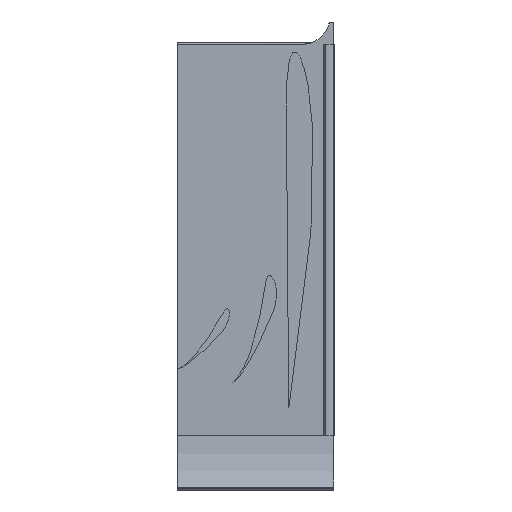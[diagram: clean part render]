
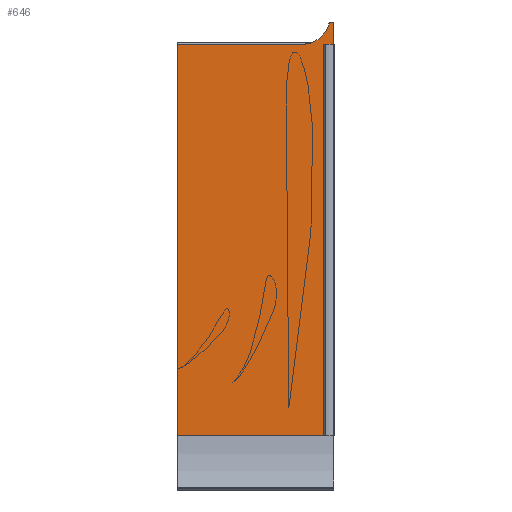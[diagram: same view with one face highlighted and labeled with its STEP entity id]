
A CAD part, left-side view. The second image highlights one B-rep face of the part: STEP entity #646.
In plain terms, the highlighted planar face has unit normal (-1, 0, 0).
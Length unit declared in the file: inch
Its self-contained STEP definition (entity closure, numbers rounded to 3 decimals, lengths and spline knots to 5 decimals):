
#17 = EDGE_CURVE ( 'NONE', #2696, #2479, #3075, .T. ) ;
#52 = VERTEX_POINT ( 'NONE', #1586 ) ;
#105 = CIRCLE ( 'NONE', #2190, 1.40845 ) ;
#132 = AXIS2_PLACEMENT_3D ( 'NONE', #198, #1023, #769 ) ;
#146 = DIRECTION ( 'NONE',  ( 1., 0., 0. ) ) ;
#167 = AXIS2_PLACEMENT_3D ( 'NONE', #657, #3012, #2609 ) ;
#198 = CARTESIAN_POINT ( 'NONE',  ( -26.30971, 8.75, 64.45264 ) ) ;
#448 = FACE_OUTER_BOUND ( 'NONE', #3568, .T. ) ;
#460 = VECTOR ( 'NONE', #2892, 39.37008 ) ;
#491 = DIRECTION ( 'NONE',  ( 0., 0., 1. ) ) ;
#583 = ORIENTED_EDGE ( 'NONE', *, *, #2635, .F. ) ;
#646 = ADVANCED_FACE ( 'NONE', ( #448 ), #750, .T. ) ;
#657 = CARTESIAN_POINT ( 'NONE',  ( -26.30971, 0.88324, 65.45264 ) ) ;
#683 = DIRECTION ( 'NONE',  ( 0., 0., 1. ) ) ;
#748 = DIRECTION ( 'NONE',  ( 0., 0., -1. ) ) ;
#750 = PLANE ( 'NONE',  #132 ) ;
#769 = DIRECTION ( 'NONE',  ( 0., 0., 1. ) ) ;
#951 = VERTEX_POINT ( 'NONE', #3604 ) ;
#964 = VECTOR ( 'NONE', #1732, 39.37008 ) ;
#986 = CARTESIAN_POINT ( 'NONE',  ( -26.30971, 1.01184, 65.48749 ) ) ;
#1019 = CARTESIAN_POINT ( 'NONE',  ( -26.30971, 0.88965, 64.45264 ) ) ;
#1023 = DIRECTION ( 'NONE',  ( -1., 0., 0. ) ) ;
#1031 = CARTESIAN_POINT ( 'NONE',  ( -26.30971, 8.75, 64.45264 ) ) ;
#1255 = ORIENTED_EDGE ( 'NONE', *, *, #2793, .T. ) ;
#1273 = LINE ( 'NONE', #2134, #2677 ) ;
#1316 = CARTESIAN_POINT ( 'NONE',  ( -26.30971, 8.75, 44.45264 ) ) ;
#1428 = EDGE_CURVE ( 'NONE', #2166, #3239, #1975, .T. ) ;
#1515 = LINE ( 'NONE', #1031, #3051 ) ;
#1557 = CARTESIAN_POINT ( 'NONE',  ( -26.30971, 2.37126, 65.85586 ) ) ;
#1586 = CARTESIAN_POINT ( 'NONE',  ( -26.30971, 0.75, 64.45264 ) ) ;
#1587 = DIRECTION ( 'NONE',  ( 0., 0., -1. ) ) ;
#1622 = ORIENTED_EDGE ( 'NONE', *, *, #3427, .T. ) ;
#1682 = VERTEX_POINT ( 'NONE', #1019 ) ;
#1732 = DIRECTION ( 'NONE',  ( 0., -1., 0. ) ) ;
#1776 = ORIENTED_EDGE ( 'NONE', *, *, #1428, .F. ) ;
#1845 = AXIS2_PLACEMENT_3D ( 'NONE', #2490, #3026, #491 ) ;
#1890 = ORIENTED_EDGE ( 'NONE', *, *, #2002, .T. ) ;
#1957 = CARTESIAN_POINT ( 'NONE',  ( -26.30971, 8.75, 64.45264 ) ) ;
#1975 = LINE ( 'NONE', #2818, #964 ) ;
#2002 = EDGE_CURVE ( 'NONE', #1682, #52, #1273, .T. ) ;
#2134 = CARTESIAN_POINT ( 'NONE',  ( -26.30971, 8.75, 64.45264 ) ) ;
#2166 = VERTEX_POINT ( 'NONE', #1957 ) ;
#2188 = VERTEX_POINT ( 'NONE', #1316 ) ;
#2190 = AXIS2_PLACEMENT_3D ( 'NONE', #1557, #146, #748 ) ;
#2250 = CARTESIAN_POINT ( 'NONE',  ( -26.30971, 2.25, 64.45264 ) ) ;
#2280 = CARTESIAN_POINT ( 'NONE',  ( -26.30971, 0.88324, 65.58588 ) ) ;
#2338 = EDGE_CURVE ( 'NONE', #2188, #951, #3537, .T. ) ;
#2356 = VERTEX_POINT ( 'NONE', #986 ) ;
#2419 = CARTESIAN_POINT ( 'NONE',  ( -26.30971, 8.75, 44.45264 ) ) ;
#2479 = VERTEX_POINT ( 'NONE', #2280 ) ;
#2490 = CARTESIAN_POINT ( 'NONE',  ( -26.30971, 0.88324, 65.45264 ) ) ;
#2510 = ORIENTED_EDGE ( 'NONE', *, *, #3639, .T. ) ;
#2515 = ORIENTED_EDGE ( 'NONE', *, *, #3037, .T. ) ;
#2519 = VECTOR ( 'NONE', #3683, 39.37008 ) ;
#2609 = DIRECTION ( 'NONE',  ( 0., 0., 1. ) ) ;
#2635 = EDGE_CURVE ( 'NONE', #1682, #951, #2809, .T. ) ;
#2641 = ORIENTED_EDGE ( 'NONE', *, *, #2338, .T. ) ;
#2653 = CIRCLE ( 'NONE', #167, 0.13324 ) ;
#2677 = VECTOR ( 'NONE', #3253, 39.37008 ) ;
#2696 = VERTEX_POINT ( 'NONE', #2845 ) ;
#2793 = EDGE_CURVE ( 'NONE', #2166, #2188, #1515, .T. ) ;
#2809 = LINE ( 'NONE', #3316, #2519 ) ;
#2818 = CARTESIAN_POINT ( 'NONE',  ( -26.30971, 8.75, 64.45264 ) ) ;
#2821 = ORIENTED_EDGE ( 'NONE', *, *, #17, .T. ) ;
#2845 = CARTESIAN_POINT ( 'NONE',  ( -26.30971, 0.75, 65.45264 ) ) ;
#2892 = DIRECTION ( 'NONE',  ( 0., -1., 0. ) ) ;
#3012 = DIRECTION ( 'NONE',  ( -1., 0., 0. ) ) ;
#3026 = DIRECTION ( 'NONE',  ( -1., 0., 0. ) ) ;
#3037 = EDGE_CURVE ( 'NONE', #52, #2696, #3482, .T. ) ;
#3051 = VECTOR ( 'NONE', #1587, 39.37008 ) ;
#3075 = CIRCLE ( 'NONE', #1845, 0.13324 ) ;
#3127 = VECTOR ( 'NONE', #683, 39.37008 ) ;
#3193 = CARTESIAN_POINT ( 'NONE',  ( -26.30971, 0.75, 64.45264 ) ) ;
#3239 = VERTEX_POINT ( 'NONE', #2250 ) ;
#3253 = DIRECTION ( 'NONE',  ( 0., -1., 0. ) ) ;
#3316 = CARTESIAN_POINT ( 'NONE',  ( -26.30971, 0.88965, 44.44264 ) ) ;
#3427 = EDGE_CURVE ( 'NONE', #2356, #3239, #105, .T. ) ;
#3482 = LINE ( 'NONE', #3193, #3127 ) ;
#3537 = LINE ( 'NONE', #2419, #460 ) ;
#3568 = EDGE_LOOP ( 'NONE', ( #583, #1890, #2515, #2821, #2510, #1622, #1776, #1255, #2641 ) ) ;
#3604 = CARTESIAN_POINT ( 'NONE',  ( -26.30971, 0.88965, 44.45264 ) ) ;
#3639 = EDGE_CURVE ( 'NONE', #2479, #2356, #2653, .T. ) ;
#3683 = DIRECTION ( 'NONE',  ( 0., 0., -1. ) ) ;
